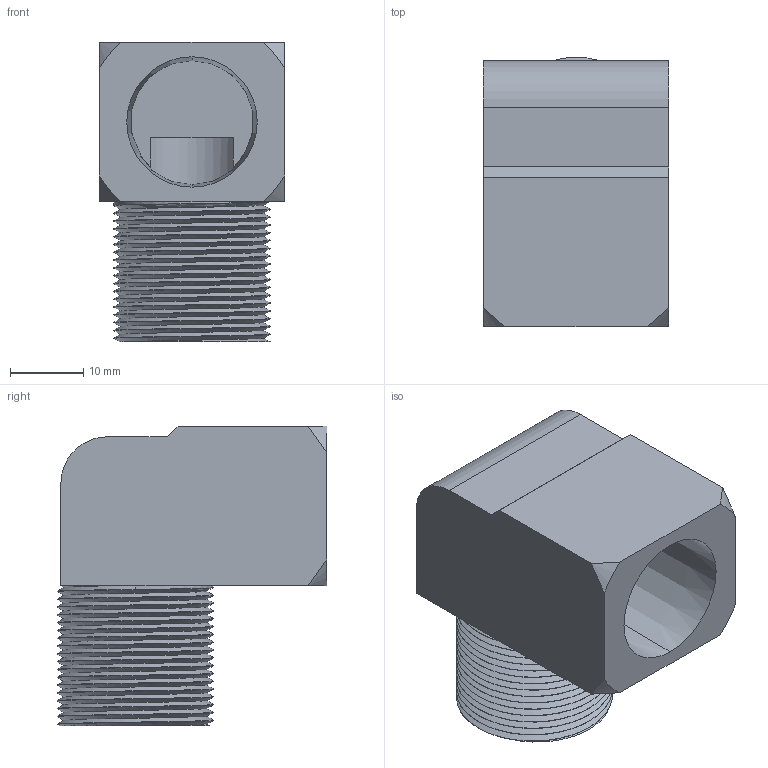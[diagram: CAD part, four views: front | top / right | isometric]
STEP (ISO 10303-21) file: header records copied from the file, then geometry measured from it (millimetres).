
FILE_DESCRIPTION (( 'STEP AP203' ), '1' );
FILE_NAME ('BFSE-12N.step', '2016-02-15T20:06:18', ( '' ), ( '' ), 'SwSTEP 2.0', 'SolidWorks 2015', '' );
FILE_SCHEMA (( 'CONFIG_CONTROL_DESIGN' ));
Length unit declared in the file: inch
Products named in the file (1): BFSE-12N
Bounding box: 25.4 x 36.83 x 40.97 mm (x, y, z)
Volume: 14807.8 mm3; surface area: 9162.7 mm2
Topology: 1 solids, 1 shells, 61 faces, 175 edges, 116 vertices
Faces by surface type: cylinder 39, plane 12, cone 6, bspline 4
Entity records: 5243 total; most frequent: CARTESIAN_POINT 3830, ORIENTED_EDGE 350, DIRECTION 210, EDGE_CURVE 175, VERTEX_POINT 116, AXIS2_PLACEMENT_3D 74, EDGE_LOOP 63, LINE 62
